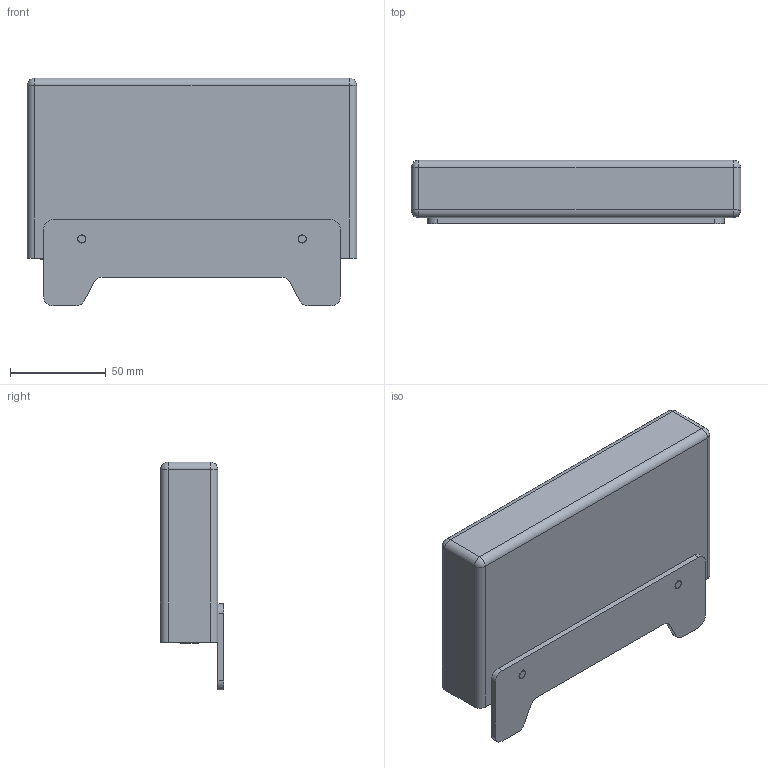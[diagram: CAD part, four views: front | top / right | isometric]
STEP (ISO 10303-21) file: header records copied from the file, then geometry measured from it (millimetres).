
FILE_DESCRIPTION(/* description */ ('STEP AP203'),/* implementation_level */ '2;1');
FILE_NAME(/* name */ '44750-1.iam.step',/* time_stamp */ '2022-07-20T08:10:45+02:00',/* author */ (''),/* organization */ (''),/* preprocessor_version */ 'ST-DEVELOPER v19.2',/* originating_system */ 'Autodesk Inventor 2023',/* authorisation */ '');
FILE_SCHEMA (('AUTOMOTIVE_DESIGN { 1 0 10303 214 3 1 1 }'));
Length unit declared in the file: millimetre
Products named in the file (6): 44750-1; 41540; 41525; 40941; countersunk flat head cross recess screw_din_ISO 7046-1 - M5 x 10 - Z
 --- 10N; studbolt_din_DIN 976-1 -- M5 x 10  A--  N
Assembly tree (7 placements, depth 2):
  44750-1
    41540
    41525
    40941
    countersunk flat head cross recess screw_din_ISO 7046-1 - M5 x 10 - Z
 --- 10N  x2
    studbolt_din_DIN 976-1 -- M5 x 10  A--  N  x2
Bounding box: 172 x 33.01 x 119 mm (x, y, z)
Volume: 127318.1 mm3; surface area: 103434.9 mm2
Topology: 7 solids, 7 shells, 200 faces, 516 edges, 326 vertices
Faces by surface type: plane 136, cylinder 38, cone 20, sphere 4, torus 2
Full cylindrical faces by diameter (mm): 4.2 x2, 4.3 x2, 4.5 x2, 5 x4, 5.5 x2, 6 x4, 9.3 x2
Entity records: 5398 total; most frequent: CARTESIAN_POINT 918, DIRECTION 891, ORIENTED_EDGE 878, EDGE_CURVE 439, LINE 333, VECTOR 333, VERTEX_POINT 282, AXIS2_PLACEMENT_3D 279
